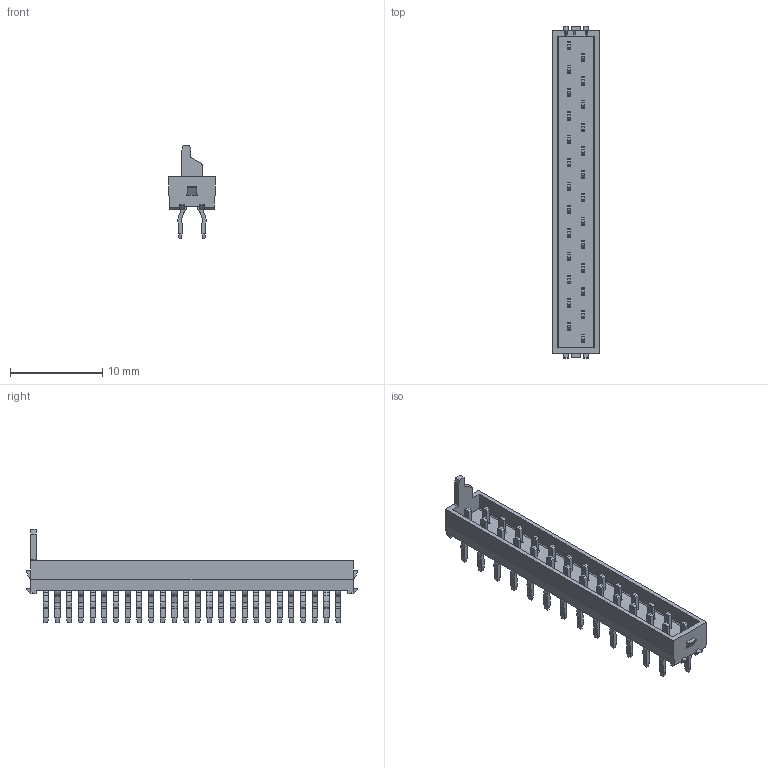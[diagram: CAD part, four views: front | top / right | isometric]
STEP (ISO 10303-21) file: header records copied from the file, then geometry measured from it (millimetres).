
FILE_DESCRIPTION(/* description */ ('Unknown'),/* implementation_level */ '2;1');
FILE_NAME(/* name */ 'J_Wurth_WR-MM_690357102672',/* time_stamp */ '2025-05-06T15:39:19+08:00',/* author */ ('Unknown'),/* organization */ ('Unknown'),/* preprocessor_version */ 'ST-DEVELOPER v19.4',/* originating_system */ 'Solid Edge',/* authorisation */ 'Unknown');
FILE_SCHEMA (('AUTOMOTIVE_DESIGN {1 0 10303 214 3 1 1}'));
Length unit declared in the file: millimetre
Products named in the file (2): J_Wurth_WR-MM_690357102672
Assembly tree (1 placements, depth 2):
  J_Wurth_WR-MM_690357102672
    J_Wurth_WR-MM_690357102672
Bounding box: 5 x 36.05 x 10.1 mm (x, y, z)
Volume: 333.3 mm3; surface area: 1058.3 mm2
Topology: 1 solids, 53 shells, 1264 faces, 3052 edges, 2000 vertices
Faces by surface type: plane 894, cylinder 370
Entity records: 45431 total; most frequent: DIRECTION 6324, CARTESIAN_POINT 6318, ORIENTED_EDGE 6104, EDGE_CURVE 3052, LINE 2312, VECTOR 2312, AXIS2_PLACEMENT_3D 2006, VERTEX_POINT 2000
